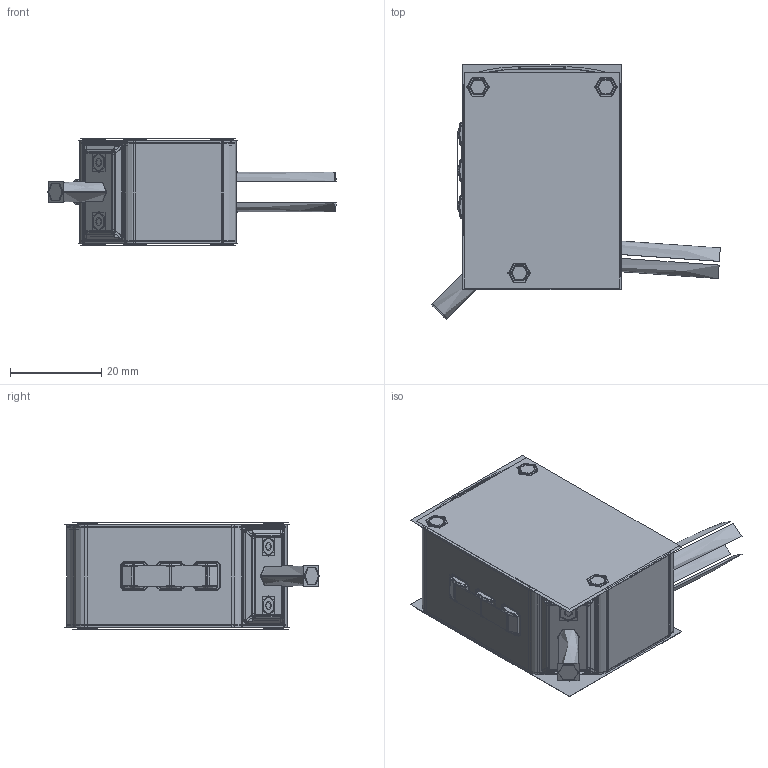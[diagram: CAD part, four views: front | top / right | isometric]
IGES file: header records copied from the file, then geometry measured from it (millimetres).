
Start section:  PTC IGES file: 205803.igs
Global section: file name: 205803.igs; native system: Creo Parametric by PTC Inc.; preprocessor: 2018300; author: pdmadmin; organization: Unknown; date: 20190626.124613; units: millimetre
Bounding box: 63.29 x 55.88 x 23.67 mm (x, y, z)
Volume: 12111.7 mm3; surface area: 97407 mm2
Topology: 11 solids, 19 shells, 2832 faces, 14177 edges, 17947 vertices
Faces by surface type: revolution 1640, bspline 1120, extrusion 72
